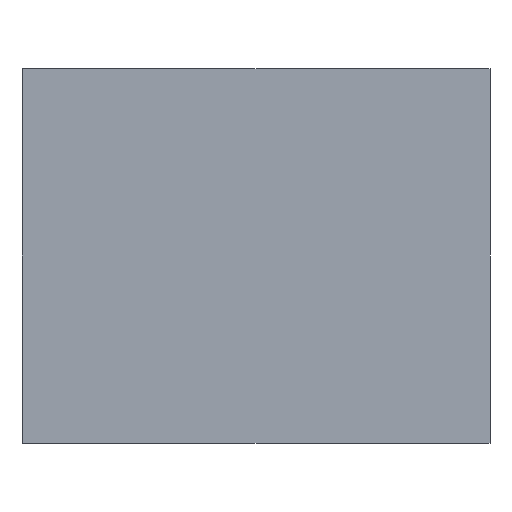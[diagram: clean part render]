
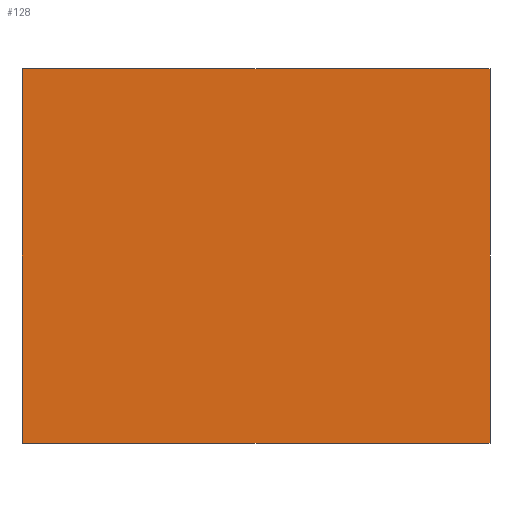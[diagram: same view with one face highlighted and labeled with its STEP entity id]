
A CAD part, front view. The second image highlights one B-rep face of the part: STEP entity #128.
In plain terms, the highlighted planar face has unit normal (0, -1, 0).
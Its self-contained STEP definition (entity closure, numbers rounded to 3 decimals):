
#11 = CARTESIAN_POINT ( 'NONE',  ( -50., -30., 0. ) ) ;
#25 = EDGE_LOOP ( 'NONE', ( #544, #318, #90, #189 ) ) ;
#37 = VERTEX_POINT ( 'NONE', #391 ) ;
#58 = VECTOR ( 'NONE', #272, 1000. ) ;
#73 = CARTESIAN_POINT ( 'NONE',  ( -50., -30., 80. ) ) ;
#85 = VECTOR ( 'NONE', #423, 1000. ) ;
#88 = VERTEX_POINT ( 'NONE', #473 ) ;
#90 = ORIENTED_EDGE ( 'NONE', *, *, #531, .F. ) ;
#120 = CARTESIAN_POINT ( 'NONE',  ( -50., -30., 0. ) ) ;
#128 = ADVANCED_FACE ( 'NONE', ( #173 ), #263, .F. ) ;
#163 = VECTOR ( 'NONE', #308, 1000. ) ;
#169 = EDGE_CURVE ( 'NONE', #519, #464, #460, .T. ) ;
#173 = FACE_OUTER_BOUND ( 'NONE', #25, .T. ) ;
#189 = ORIENTED_EDGE ( 'NONE', *, *, #572, .T. ) ;
#212 = LINE ( 'NONE', #217, #58 ) ;
#217 = CARTESIAN_POINT ( 'NONE',  ( -50., -30., 80. ) ) ;
#219 = CARTESIAN_POINT ( 'NONE',  ( 50., -30., 0. ) ) ;
#263 = PLANE ( 'NONE',  #392 ) ;
#272 = DIRECTION ( 'NONE',  ( 1., 0., 0. ) ) ;
#308 = DIRECTION ( 'NONE',  ( 1., 0., 0. ) ) ;
#318 = ORIENTED_EDGE ( 'NONE', *, *, #447, .F. ) ;
#360 = CARTESIAN_POINT ( 'NONE',  ( 50., -30., 80. ) ) ;
#363 = DIRECTION ( 'NONE',  ( 0., 0., -1. ) ) ;
#367 = DIRECTION ( 'NONE',  ( 0., 0., 1. ) ) ;
#373 = VECTOR ( 'NONE', #363, 1000. ) ;
#391 = CARTESIAN_POINT ( 'NONE',  ( -50., -30., 80. ) ) ;
#392 = AXIS2_PLACEMENT_3D ( 'NONE', #563, #414, #367 ) ;
#414 = DIRECTION ( 'NONE',  ( 0., 1., 0. ) ) ;
#423 = DIRECTION ( 'NONE',  ( 0., 0., -1. ) ) ;
#447 = EDGE_CURVE ( 'NONE', #88, #464, #614, .T. ) ;
#460 = LINE ( 'NONE', #11, #163 ) ;
#464 = VERTEX_POINT ( 'NONE', #219 ) ;
#473 = CARTESIAN_POINT ( 'NONE',  ( 50., -30., 80. ) ) ;
#519 = VERTEX_POINT ( 'NONE', #120 ) ;
#524 = LINE ( 'NONE', #73, #85 ) ;
#531 = EDGE_CURVE ( 'NONE', #37, #88, #212, .T. ) ;
#544 = ORIENTED_EDGE ( 'NONE', *, *, #169, .T. ) ;
#563 = CARTESIAN_POINT ( 'NONE',  ( -50., -30., 80. ) ) ;
#572 = EDGE_CURVE ( 'NONE', #37, #519, #524, .T. ) ;
#614 = LINE ( 'NONE', #360, #373 ) ;
